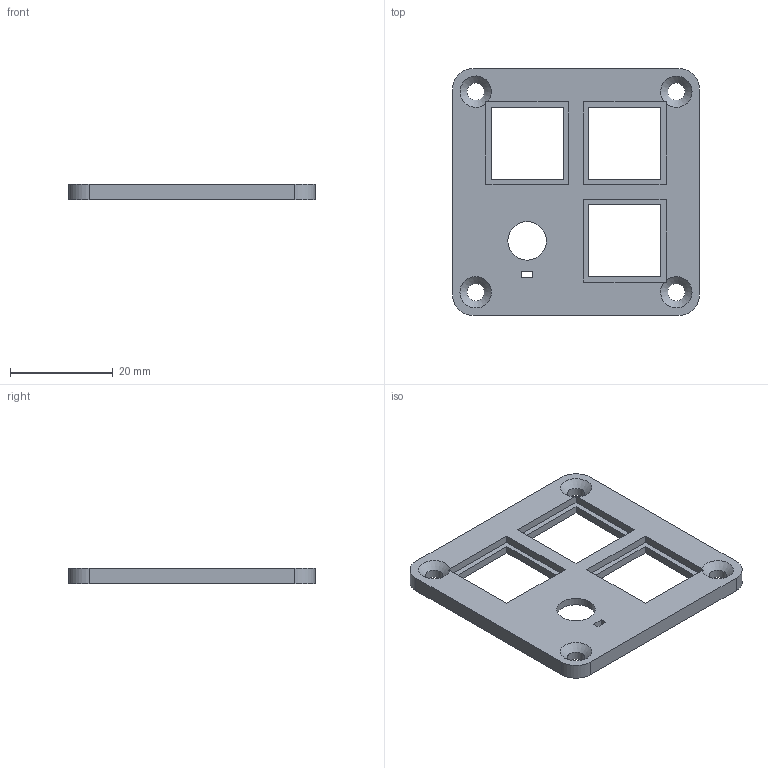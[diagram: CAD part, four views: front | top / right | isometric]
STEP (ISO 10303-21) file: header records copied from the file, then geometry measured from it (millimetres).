
FILE_DESCRIPTION(('FreeCAD Model'),'2;1');
FILE_NAME('Open CASCADE Shape Model','2026-01-22T11:00:38',(''),(''), 'Open CASCADE STEP processor 7.8','FreeCAD','Unknown');
FILE_SCHEMA(('AUTOMOTIVE_DESIGN { 1 0 10303 214 1 1 1 1 }'));
Length unit declared in the file: millimetre
Products named in the file (1): Top
Bounding box: 48 x 48 x 3 mm (x, y, z)
Volume: 4352 mm3; surface area: 4563.2 mm2
Topology: 1 solids, 1 shells, 57 faces, 157 edges, 103 vertices
Faces by surface type: plane 42, cylinder 10, cone 5
Full cylindrical faces by diameter (mm): 1.5 x1, 3.4 x4, 7.5 x1
Entity records: 1863 total; most frequent: CARTESIAN_POINT 318, ORIENTED_EDGE 314, DIRECTION 307, EDGE_CURVE 157, LINE 123, VECTOR 123, VERTEX_POINT 103, AXIS2_PLACEMENT_3D 92
